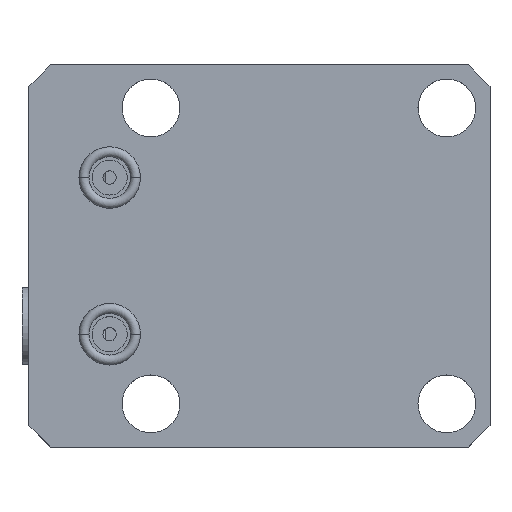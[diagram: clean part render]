
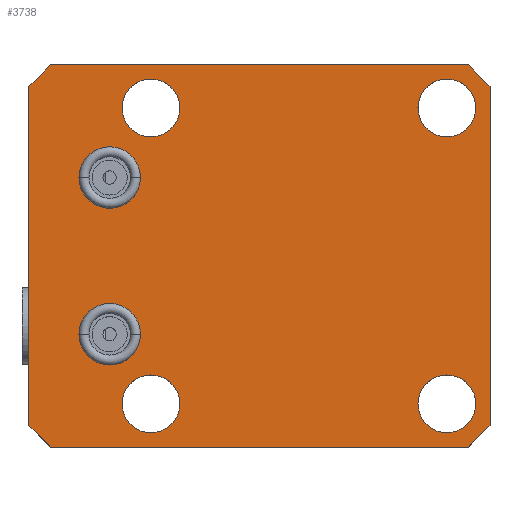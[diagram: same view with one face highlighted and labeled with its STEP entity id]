
A CAD part, top view. The second image highlights one B-rep face of the part: STEP entity #3738.
In plain terms, the highlighted planar face has unit normal (0, 0, 1).
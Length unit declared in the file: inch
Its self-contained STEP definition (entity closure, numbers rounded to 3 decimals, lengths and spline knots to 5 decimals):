
#881=CARTESIAN_POINT('',(1.08,-1.08,0.985));
#882=DIRECTION('',(0.,0.,-1.));
#883=DIRECTION('',(1.,0.,0.));
#884=AXIS2_PLACEMENT_3D('',#881,#882,#883);
#889=CARTESIAN_POINT('',(1.08,-1.08,0.985));
#890=DIRECTION('',(0.,0.,-1.));
#891=DIRECTION('',(-1.,0.,0.));
#892=AXIS2_PLACEMENT_3D('',#889,#890,#891);
#897=CARTESIAN_POINT('',(1.08,1.08,0.985));
#898=DIRECTION('',(0.,0.,-1.));
#899=DIRECTION('',(1.,0.,0.));
#900=AXIS2_PLACEMENT_3D('',#897,#898,#899);
#905=CARTESIAN_POINT('',(1.08,1.08,0.985));
#906=DIRECTION('',(0.,0.,-1.));
#907=DIRECTION('',(-1.,0.,0.));
#908=AXIS2_PLACEMENT_3D('',#905,#906,#907);
#913=CARTESIAN_POINT('',(-1.08,-1.08,0.985));
#914=DIRECTION('',(0.,0.,-1.));
#915=DIRECTION('',(1.,0.,0.));
#916=AXIS2_PLACEMENT_3D('',#913,#914,#915);
#921=CARTESIAN_POINT('',(-1.08,-1.08,0.985));
#922=DIRECTION('',(0.,0.,-1.));
#923=DIRECTION('',(-1.,0.,0.));
#924=AXIS2_PLACEMENT_3D('',#921,#922,#923);
#929=CARTESIAN_POINT('',(-1.08,1.08,0.985));
#930=DIRECTION('',(0.,0.,-1.));
#931=DIRECTION('',(1.,0.,0.));
#932=AXIS2_PLACEMENT_3D('',#929,#930,#931);
#937=CARTESIAN_POINT('',(-1.08,1.08,0.985));
#938=DIRECTION('',(0.,0.,-1.));
#939=DIRECTION('',(-1.,0.,0.));
#940=AXIS2_PLACEMENT_3D('',#937,#938,#939);
#945=CARTESIAN_POINT('',(-1.381,-0.572,0.985));
#946=DIRECTION('',(0.,0.,1.));
#947=DIRECTION('',(-1.,0.,0.));
#948=AXIS2_PLACEMENT_3D('',#945,#946,#947);
#953=CARTESIAN_POINT('',(-1.381,-0.572,0.985));
#954=DIRECTION('',(0.,0.,1.));
#955=DIRECTION('',(1.,0.,0.));
#956=AXIS2_PLACEMENT_3D('',#953,#954,#955);
#961=CARTESIAN_POINT('',(-1.381,0.572,0.985));
#962=DIRECTION('',(0.,0.,1.));
#963=DIRECTION('',(-1.,0.,0.));
#964=AXIS2_PLACEMENT_3D('',#961,#962,#963);
#969=CARTESIAN_POINT('',(-1.381,0.572,0.985));
#970=DIRECTION('',(0.,0.,1.));
#971=DIRECTION('',(1.,0.,0.));
#972=AXIS2_PLACEMENT_3D('',#969,#970,#971);
#977=DIRECTION('',(0.,-1.,0.));
#978=VECTOR('',#977,2.47);
#979=CARTESIAN_POINT('',(-1.971,1.235,0.985));
#980=LINE('',#979,#978);
#984=DIRECTION('',(-0.707,-0.707,0.));
#985=VECTOR('',#984,0.22627);
#986=CARTESIAN_POINT('',(-1.811,1.395,0.985));
#987=LINE('',#986,#985);
#991=DIRECTION('',(-1.,0.,0.));
#992=VECTOR('',#991,3.046);
#993=CARTESIAN_POINT('',(1.235,1.395,0.985));
#994=LINE('',#993,#992);
#998=DIRECTION('',(-0.707,0.707,0.));
#999=VECTOR('',#998,0.22627);
#1000=CARTESIAN_POINT('',(1.395,1.235,0.985));
#1001=LINE('',#1000,#999);
#1005=DIRECTION('',(0.,1.,0.));
#1006=VECTOR('',#1005,2.47);
#1007=CARTESIAN_POINT('',(1.395,-1.235,0.985));
#1008=LINE('',#1007,#1006);
#1012=DIRECTION('',(0.707,0.707,0.));
#1013=VECTOR('',#1012,0.22627);
#1014=CARTESIAN_POINT('',(1.235,-1.395,0.985));
#1015=LINE('',#1014,#1013);
#1019=DIRECTION('',(1.,0.,0.));
#1020=VECTOR('',#1019,3.046);
#1021=CARTESIAN_POINT('',(-1.811,-1.395,0.985));
#1022=LINE('',#1021,#1020);
#1026=DIRECTION('',(0.707,-0.707,0.));
#1027=VECTOR('',#1026,0.22627);
#1028=CARTESIAN_POINT('',(-1.971,-1.235,0.985));
#1029=LINE('',#1028,#1027);
#2602=CARTESIAN_POINT('',(-1.971,1.235,0.985));
#2603=CARTESIAN_POINT('',(-1.971,-1.235,0.985));
#2604=VERTEX_POINT('',#2602);
#2605=VERTEX_POINT('',#2603);
#2606=CARTESIAN_POINT('',(-1.811,-1.395,0.985));
#2607=CARTESIAN_POINT('',(1.235,-1.395,0.985));
#2608=VERTEX_POINT('',#2606);
#2609=VERTEX_POINT('',#2607);
#2610=CARTESIAN_POINT('',(1.395,-1.235,0.985));
#2611=CARTESIAN_POINT('',(1.395,1.235,0.985));
#2612=VERTEX_POINT('',#2610);
#2613=VERTEX_POINT('',#2611);
#2614=CARTESIAN_POINT('',(1.235,1.395,0.985));
#2615=CARTESIAN_POINT('',(-1.811,1.395,0.985));
#2616=VERTEX_POINT('',#2614);
#2617=VERTEX_POINT('',#2615);
#2642=CARTESIAN_POINT('',(1.291,-1.08,0.985));
#2643=CARTESIAN_POINT('',(0.869,-1.08,0.985));
#2644=VERTEX_POINT('',#2642);
#2645=VERTEX_POINT('',#2643);
#2706=CARTESIAN_POINT('',(-1.6055,-0.572,0.985));
#2707=CARTESIAN_POINT('',(-1.1565,-0.572,0.985));
#2708=VERTEX_POINT('',#2706);
#2709=VERTEX_POINT('',#2707);
#2710=CARTESIAN_POINT('',(-1.6055,0.572,0.985));
#2711=CARTESIAN_POINT('',(-1.1565,0.572,0.985));
#2712=VERTEX_POINT('',#2710);
#2713=VERTEX_POINT('',#2711);
#2802=CARTESIAN_POINT('',(1.291,1.08,0.985));
#2803=CARTESIAN_POINT('',(0.869,1.08,0.985));
#2804=VERTEX_POINT('',#2802);
#2805=VERTEX_POINT('',#2803);
#2806=CARTESIAN_POINT('',(-0.869,-1.08,0.985));
#2807=CARTESIAN_POINT('',(-1.291,-1.08,0.985));
#2808=VERTEX_POINT('',#2806);
#2809=VERTEX_POINT('',#2807);
#2810=CARTESIAN_POINT('',(-0.869,1.08,0.985));
#2811=CARTESIAN_POINT('',(-1.291,1.08,0.985));
#2812=VERTEX_POINT('',#2810);
#2813=VERTEX_POINT('',#2811);
#3683=CARTESIAN_POINT('',(0.,0.,0.985));
#3684=DIRECTION('',(0.,0.,1.));
#3685=DIRECTION('',(1.,0.,0.));
#3686=AXIS2_PLACEMENT_3D('',#3683,#3684,#3685);
#3687=PLANE('',#3686);
#3688=ORIENTED_EDGE('',*,*,#3173,.F.);
#3690=ORIENTED_EDGE('',*,*,#3689,.F.);
#3692=ORIENTED_EDGE('',*,*,#3691,.F.);
#3694=ORIENTED_EDGE('',*,*,#3693,.F.);
#3696=ORIENTED_EDGE('',*,*,#3695,.F.);
#3698=ORIENTED_EDGE('',*,*,#3697,.F.);
#3700=ORIENTED_EDGE('',*,*,#3699,.F.);
#3701=ORIENTED_EDGE('',*,*,#3158,.F.);
#3702=EDGE_LOOP('',(#3688,#3690,#3692,#3694,#3696,#3698,#3700,#3701));
#3703=FACE_OUTER_BOUND('',#3702,.F.);
#3705=ORIENTED_EDGE('',*,*,#3704,.F.);
#3707=ORIENTED_EDGE('',*,*,#3706,.F.);
#3708=EDGE_LOOP('',(#3705,#3707));
#3709=FACE_BOUND('',#3708,.F.);
#3711=ORIENTED_EDGE('',*,*,#3710,.F.);
#3713=ORIENTED_EDGE('',*,*,#3712,.F.);
#3714=EDGE_LOOP('',(#3711,#3713));
#3715=FACE_BOUND('',#3714,.F.);
#3717=ORIENTED_EDGE('',*,*,#3716,.F.);
#3719=ORIENTED_EDGE('',*,*,#3718,.F.);
#3720=EDGE_LOOP('',(#3717,#3719));
#3721=FACE_BOUND('',#3720,.F.);
#3723=ORIENTED_EDGE('',*,*,#3722,.F.);
#3725=ORIENTED_EDGE('',*,*,#3724,.F.);
#3726=EDGE_LOOP('',(#3723,#3725));
#3727=FACE_BOUND('',#3726,.F.);
#3728=ORIENTED_EDGE('',*,*,#3541,.T.);
#3729=ORIENTED_EDGE('',*,*,#3574,.T.);
#3730=EDGE_LOOP('',(#3728,#3729));
#3731=FACE_BOUND('',#3730,.F.);
#3733=ORIENTED_EDGE('',*,*,#3732,.T.);
#3735=ORIENTED_EDGE('',*,*,#3734,.T.);
#3736=EDGE_LOOP('',(#3733,#3735));
#3737=FACE_BOUND('',#3736,.F.);
#3738=ADVANCED_FACE('',(#3703,#3709,#3715,#3721,#3727,#3731,#3737),#3687,.T.);
#885=CIRCLE('',#884,0.211);
#893=CIRCLE('',#892,0.211);
#901=CIRCLE('',#900,0.211);
#909=CIRCLE('',#908,0.211);
#917=CIRCLE('',#916,0.211);
#925=CIRCLE('',#924,0.211);
#933=CIRCLE('',#932,0.211);
#941=CIRCLE('',#940,0.211);
#949=CIRCLE('',#948,0.2245);
#957=CIRCLE('',#956,0.2245);
#965=CIRCLE('',#964,0.2245);
#973=CIRCLE('',#972,0.2245);
#3158=EDGE_CURVE('',#2605,#2608,#1029,.T.);
#3173=EDGE_CURVE('',#2604,#2605,#980,.T.);
#3541=EDGE_CURVE('',#2708,#2709,#949,.T.);
#3574=EDGE_CURVE('',#2709,#2708,#957,.T.);
#3689=EDGE_CURVE('',#2617,#2604,#987,.T.);
#3691=EDGE_CURVE('',#2616,#2617,#994,.T.);
#3693=EDGE_CURVE('',#2613,#2616,#1001,.T.);
#3695=EDGE_CURVE('',#2612,#2613,#1008,.T.);
#3697=EDGE_CURVE('',#2609,#2612,#1015,.T.);
#3699=EDGE_CURVE('',#2608,#2609,#1022,.T.);
#3704=EDGE_CURVE('',#2644,#2645,#885,.T.);
#3706=EDGE_CURVE('',#2645,#2644,#893,.T.);
#3710=EDGE_CURVE('',#2804,#2805,#901,.T.);
#3712=EDGE_CURVE('',#2805,#2804,#909,.T.);
#3716=EDGE_CURVE('',#2808,#2809,#917,.T.);
#3718=EDGE_CURVE('',#2809,#2808,#925,.T.);
#3722=EDGE_CURVE('',#2812,#2813,#933,.T.);
#3724=EDGE_CURVE('',#2813,#2812,#941,.T.);
#3732=EDGE_CURVE('',#2712,#2713,#965,.T.);
#3734=EDGE_CURVE('',#2713,#2712,#973,.T.);
